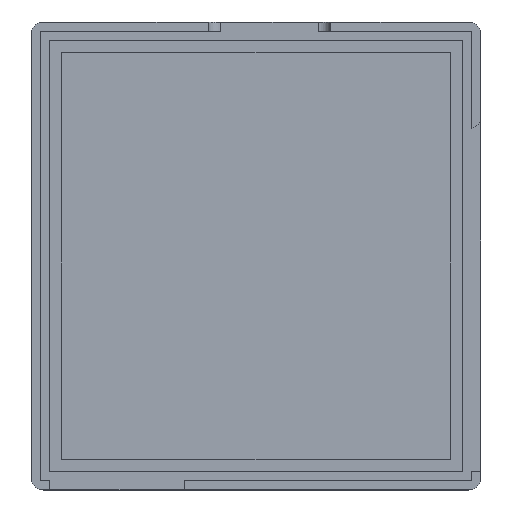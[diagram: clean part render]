
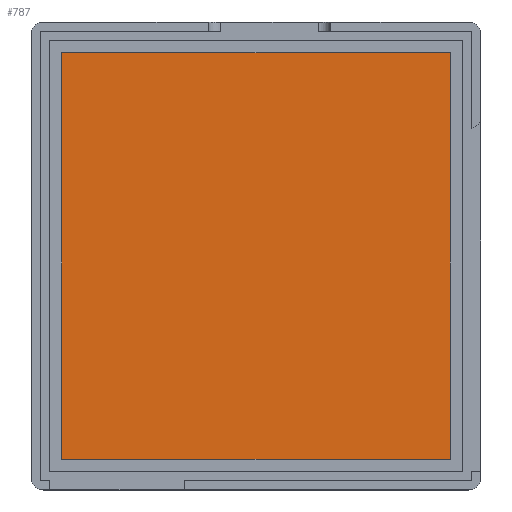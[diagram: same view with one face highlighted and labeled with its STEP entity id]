
A CAD part, top view. The second image highlights one B-rep face of the part: STEP entity #787.
In plain terms, the highlighted planar face has unit normal (0, 0, 1).
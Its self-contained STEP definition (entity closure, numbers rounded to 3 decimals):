
#56=PLANE('',#894);
#100=FACE_OUTER_BOUND('',#146,.T.);
#146=EDGE_LOOP('',(#726,#727,#728,#729));
#214=LINE('',#1306,#300);
#218=LINE('',#1314,#304);
#221=LINE('',#1320,#307);
#224=LINE('',#1325,#310);
#300=VECTOR('',#1080,10.);
#304=VECTOR('',#1086,10.);
#307=VECTOR('',#1091,10.);
#310=VECTOR('',#1096,10.);
#398=VERTEX_POINT('',#1304);
#399=VERTEX_POINT('',#1305);
#402=VERTEX_POINT('',#1313);
#404=VERTEX_POINT('',#1319);
#498=EDGE_CURVE('',#398,#399,#214,.T.);
#502=EDGE_CURVE('',#399,#402,#218,.T.);
#505=EDGE_CURVE('',#402,#404,#221,.T.);
#508=EDGE_CURVE('',#404,#398,#224,.T.);
#726=ORIENTED_EDGE('',*,*,#498,.T.);
#727=ORIENTED_EDGE('',*,*,#502,.T.);
#728=ORIENTED_EDGE('',*,*,#505,.T.);
#729=ORIENTED_EDGE('',*,*,#508,.T.);
#787=ADVANCED_FACE('',(#100),#56,.F.);
#894=AXIS2_PLACEMENT_3D('',#1344,#1116,#1117);
#1080=DIRECTION('',(0.,1.,0.));
#1086=DIRECTION('',(-1.,0.,0.));
#1091=DIRECTION('',(0.,-1.,0.));
#1096=DIRECTION('',(1.,0.,0.));
#1116=DIRECTION('center_axis',(0.,0.,-1.));
#1117=DIRECTION('ref_axis',(-1.,0.,0.));
#1304=CARTESIAN_POINT('',(56.888,1.889,9.201));
#1305=CARTESIAN_POINT('',(56.888,35.089,9.201));
#1306=CARTESIAN_POINT('',(56.888,26.789,9.201));
#1313=CARTESIAN_POINT('',(25.188,35.089,9.201));
#1314=CARTESIAN_POINT('',(33.113,35.089,9.201));
#1319=CARTESIAN_POINT('',(25.188,1.889,9.201));
#1320=CARTESIAN_POINT('',(25.188,10.189,9.201));
#1325=CARTESIAN_POINT('',(48.963,1.889,9.201));
#1344=CARTESIAN_POINT('Origin',(41.038,18.489,9.201));
